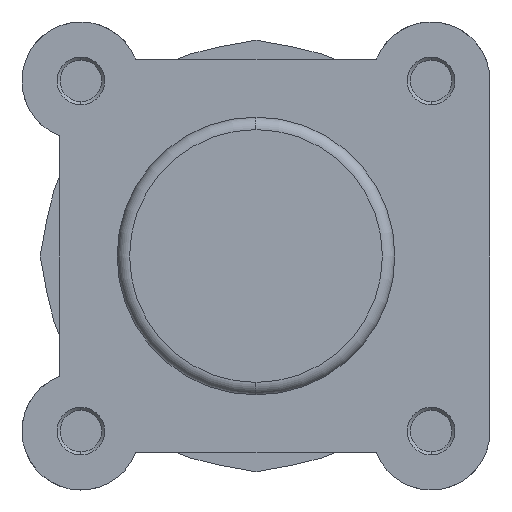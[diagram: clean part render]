
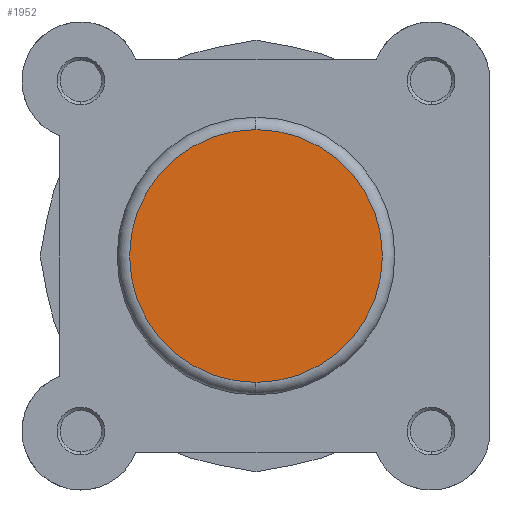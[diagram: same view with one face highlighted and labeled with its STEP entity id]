
A CAD part, left-side view. The second image highlights one B-rep face of the part: STEP entity #1952.
In plain terms, the highlighted planar face has unit normal (-1, 0, 0).
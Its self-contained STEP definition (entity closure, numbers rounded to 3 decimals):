
#79 = EDGE_CURVE ( 'NONE', #1185, #1342, #1629, .T. ) ;
#355 = AXIS2_PLACEMENT_3D ( 'NONE', #1051, #1103, #1239 ) ;
#538 = AXIS2_PLACEMENT_3D ( 'NONE', #4146, #4154, #4155 ) ;
#557 = AXIS2_PLACEMENT_3D ( 'NONE', #4238, #4255, #4256 ) ;
#1051 = CARTESIAN_POINT ( 'NONE',  ( 0., 0., 0. ) ) ;
#1103 = DIRECTION ( 'NONE',  ( -1., 0., 0. ) ) ;
#1185 = VERTEX_POINT ( 'NONE', #3934 ) ;
#1239 = DIRECTION ( 'NONE',  ( 0., 0., -1. ) ) ;
#1342 = VERTEX_POINT ( 'NONE', #4021 ) ;
#1579 = EDGE_CURVE ( 'NONE', #1342, #1185, #4608, .T. ) ;
#1601 = EDGE_LOOP ( 'NONE', ( #2645, #2644 ) ) ;
#1629 = CIRCLE ( 'NONE', #355, 20.4 ) ;
#1952 = ADVANCED_FACE ( 'NONE', ( #4658 ), #4253, .F. ) ;
#2644 = ORIENTED_EDGE ( 'NONE', *, *, #1579, .T. ) ;
#2645 = ORIENTED_EDGE ( 'NONE', *, *, #79, .T. ) ;
#3934 = CARTESIAN_POINT ( 'NONE',  ( 0., 0., -20.4 ) ) ;
#4021 = CARTESIAN_POINT ( 'NONE',  ( 0., 0., 20.4 ) ) ;
#4146 = CARTESIAN_POINT ( 'NONE',  ( 0., 0., 0. ) ) ;
#4154 = DIRECTION ( 'NONE',  ( -1., 0., 0. ) ) ;
#4155 = DIRECTION ( 'NONE',  ( 0., 0., -1. ) ) ;
#4238 = CARTESIAN_POINT ( 'NONE',  ( 0., 0., 0. ) ) ;
#4253 = PLANE ( 'NONE',  #557 ) ;
#4255 = DIRECTION ( 'NONE',  ( 1., 0., 0. ) ) ;
#4256 = DIRECTION ( 'NONE',  ( 0., 0., -1. ) ) ;
#4608 = CIRCLE ( 'NONE', #538, 20.4 ) ;
#4658 = FACE_OUTER_BOUND ( 'NONE', #1601, .T. ) ;
